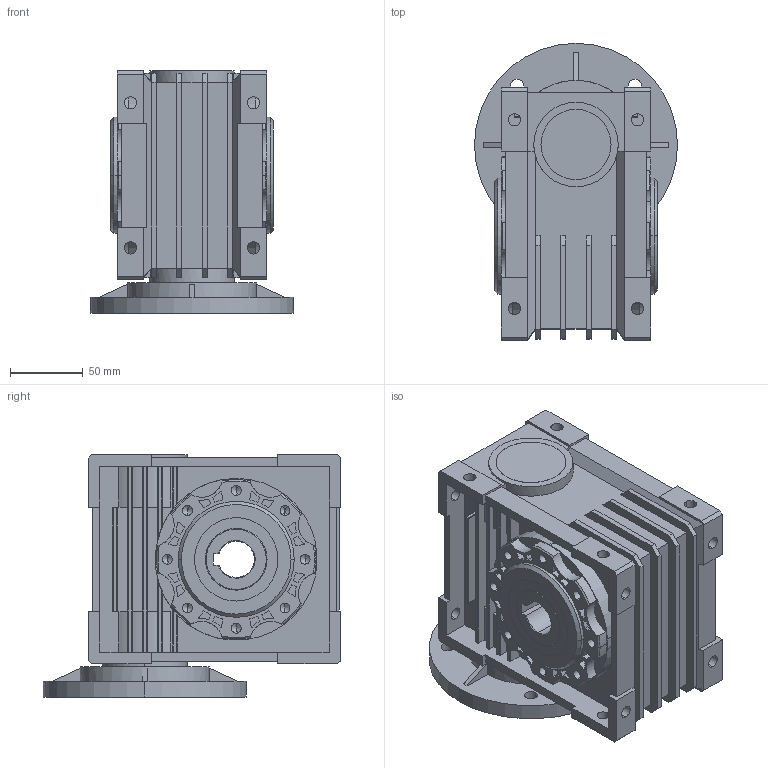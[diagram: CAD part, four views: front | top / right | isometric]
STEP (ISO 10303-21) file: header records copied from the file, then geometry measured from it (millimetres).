
FILE_DESCRIPTION (( 'STEP AP203' ), '1' );
FILE_NAME ('RV63-90B14.STEP', '2016-08-05T01:39:52', ( 'rarae' ), ( 'tyuit' ), 'SwSTEP 2.0', 'SolidWorks 2010', '' );
FILE_SCHEMA (( 'CONFIG_CONTROL_DESIGN' ));
Length unit declared in the file: millimetre
Products named in the file (5): RV63-90B14; RV输入空心轴_063_24_.step; RV怀堤諾陑粣_063_25H8.step; 眊极; 楊擘
Assembly tree (4 placements, depth 2):
  RV63-90B14
    RV输入空心轴_063_24_.step
    RV怀堤諾陑粣_063_25H8.step
    楊擘
    眊极
Bounding box: 140 x 205 x 167 mm (x, y, z)
Volume: 2081825 mm3; surface area: 309903.6 mm2
Topology: 4 solids, 4 shells, 841 faces, 2219 edges, 1437 vertices
Faces by surface type: plane 405, cylinder 366, cone 68, torus 2
Entity records: 26616 total; most frequent: CARTESIAN_POINT 4793, DIRECTION 4567, ORIENTED_EDGE 4374, EDGE_CURVE 2187, AXIS2_PLACEMENT_3D 1607, VERTEX_POINT 1437, VECTOR 1353, LINE 1353
